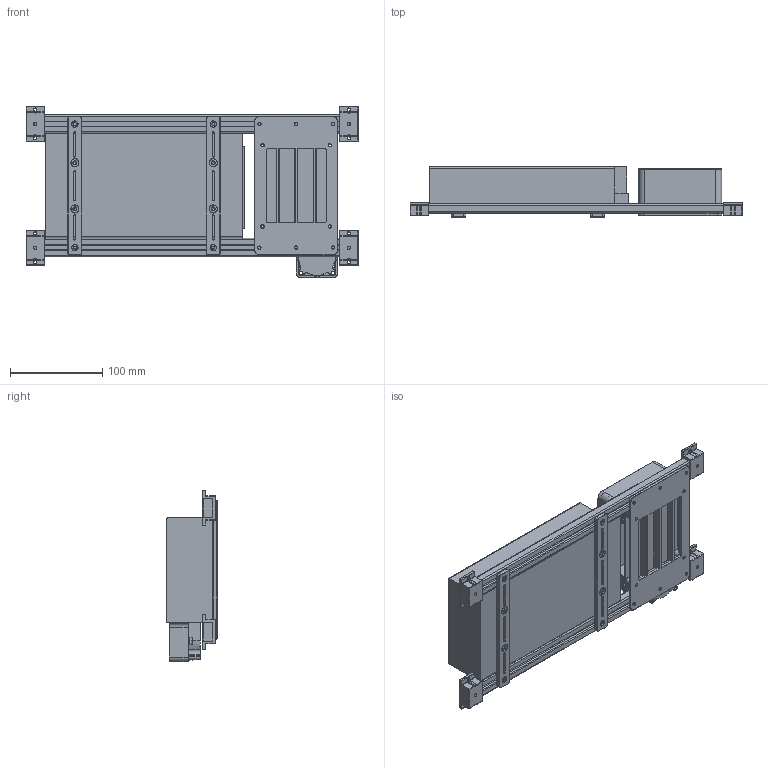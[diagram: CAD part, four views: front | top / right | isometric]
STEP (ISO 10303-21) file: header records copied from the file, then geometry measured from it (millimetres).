
FILE_DESCRIPTION (( 'STEP AP203' ), '1' );
FILE_NAME ('苤淉K6_萇諷郪璃.STEP', '2023-09-07T14:02:36', ( 'Leo' ), ( '' ), 'SwSTEP 2.0', 'SolidWorks 2018', '' );
FILE_SCHEMA (( 'CONFIG_CONTROL_DESIGN' ));
Length unit declared in the file: millimetre
Products named in the file (9): 羲壽萇埭S-360-24V; 4020嘆瑞瑞圮; 电源固定支架_小政K6; 下位机安装支架_小政K6; 1020臏倰第盓殤; 臏倰第1020_萇埭盓殤; 苤淉K6翋啣; 下位机保护壳_小政K6; 苤淉K6_萇諷郪璃
Assembly tree (13 placements, depth 2):
  苤淉K6_萇諷郪璃
    羲壽萇埭S-360-24V
    臏倰第1020_萇埭盓殤  x2
    电源固定支架_小政K6  x2
    1020臏倰第盓殤  x4
    下位机安装支架_小政K6
    下位机保护壳_小政K6
    苤淉K6翋啣
    4020嘆瑞瑞圮
Bounding box: 360 x 54.5 x 185.7 mm (x, y, z)
Volume: 1391027.2 mm3; surface area: 294463.7 mm2
Topology: 13 solids, 13 shells, 1521 faces, 3691 edges, 2210 vertices
Faces by surface type: plane 770, cylinder 358, cone 333, torus 60
Entity records: 32589 total; most frequent: DIRECTION 5547, CARTESIAN_POINT 5433, ORIENTED_EDGE 5288, EDGE_CURVE 2644, VECTOR 1881, LINE 1881, AXIS2_PLACEMENT_3D 1833, VERTEX_POINT 1603
